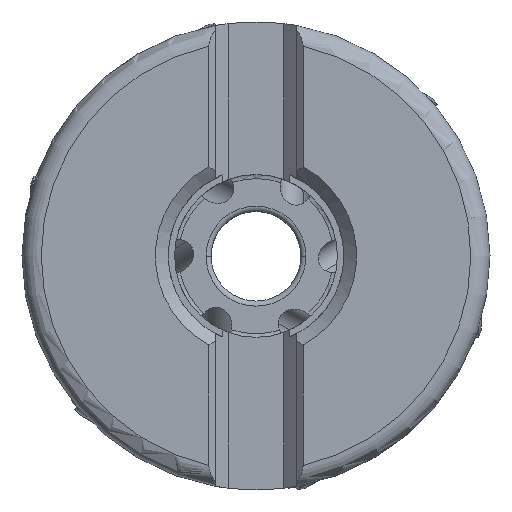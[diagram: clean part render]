
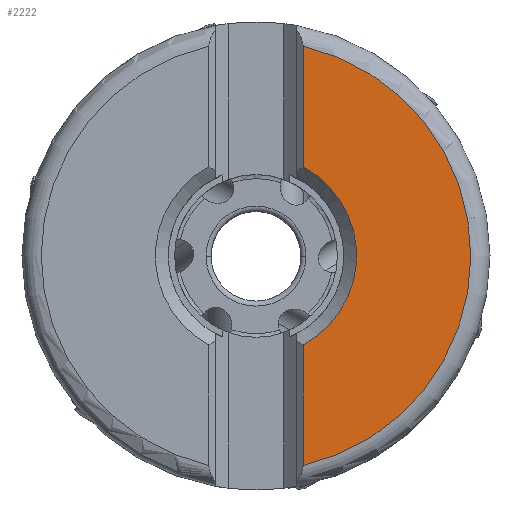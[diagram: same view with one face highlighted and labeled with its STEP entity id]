
A CAD part, top view. The second image highlights one B-rep face of the part: STEP entity #2222.
In plain terms, the highlighted planar face has unit normal (0, 0, 1).
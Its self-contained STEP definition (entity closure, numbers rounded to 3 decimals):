
#453=PLANE('',#12299);
#1017=LINE('',#23245,#1658);
#1018=LINE('',#23247,#1659);
#1658=VECTOR('',#14512,1.);
#1659=VECTOR('',#14513,1.);
#2222=ADVANCED_FACE('',(#3128),#453,.T.);
#3128=FACE_OUTER_BOUND('',#3766,.T.);
#3766=EDGE_LOOP('',(#6362,#6363,#6364,#6365,#6366));
#6362=ORIENTED_EDGE('',*,*,#10230,.T.);
#6363=ORIENTED_EDGE('',*,*,#10229,.F.);
#6364=ORIENTED_EDGE('',*,*,#10231,.T.);
#6365=ORIENTED_EDGE('',*,*,#10232,.F.);
#6366=ORIENTED_EDGE('',*,*,#10233,.F.);
#8792=VERTEX_POINT('',#23225);
#8795=VERTEX_POINT('',#23242);
#8796=VERTEX_POINT('',#23246);
#8797=VERTEX_POINT('',#23248);
#8798=VERTEX_POINT('',#23250);
#10229=EDGE_CURVE('',#8795,#8792,#11186,.T.);
#10230=EDGE_CURVE('',#8796,#8792,#1017,.T.);
#10231=EDGE_CURVE('',#8795,#8797,#1018,.T.);
#10232=EDGE_CURVE('',#8798,#8797,#11187,.T.);
#10233=EDGE_CURVE('',#8796,#8798,#11188,.T.);
#11186=CIRCLE('',#12295,7.85);
#11187=CIRCLE('',#12297,16.756);
#11188=CIRCLE('',#12298,16.756);
#12295=AXIS2_PLACEMENT_3D('',#23243,#14508,#14509);
#12297=AXIS2_PLACEMENT_3D('',#23249,#14514,#14515);
#12298=AXIS2_PLACEMENT_3D('',#23251,#14516,#14517);
#12299=AXIS2_PLACEMENT_3D('',#23252,#14518,#14519);
#14508=DIRECTION('',(0.,0.,1.));
#14509=DIRECTION('',(0.468,-0.884,0.));
#14512=DIRECTION('',(0.,-1.,0.));
#14513=DIRECTION('',(0.,-1.,0.));
#14514=DIRECTION('',(0.,0.,-1.));
#14515=DIRECTION('',(1.,-0.001,0.));
#14516=DIRECTION('',(0.,0.,-1.));
#14517=DIRECTION('',(0.219,0.976,0.));
#14518=DIRECTION('',(0.,0.,1.));
#14519=DIRECTION('',(-1.,0.,0.));
#23225=CARTESIAN_POINT('',(3.675,6.937,0.));
#23242=CARTESIAN_POINT('',(3.675,-6.937,0.));
#23243=CARTESIAN_POINT('',(0.,0.,0.));
#23245=CARTESIAN_POINT('',(3.675,16.348,0.));
#23246=CARTESIAN_POINT('',(3.675,16.348,0.));
#23247=CARTESIAN_POINT('',(3.675,-6.937,0.));
#23248=CARTESIAN_POINT('',(3.675,-16.348,0.));
#23249=CARTESIAN_POINT('',(0.,0.,0.));
#23250=CARTESIAN_POINT('',(16.756,-0.02,0.));
#23251=CARTESIAN_POINT('',(0.,0.,0.));
#23252=CARTESIAN_POINT('',(10.216,0.,0.));
